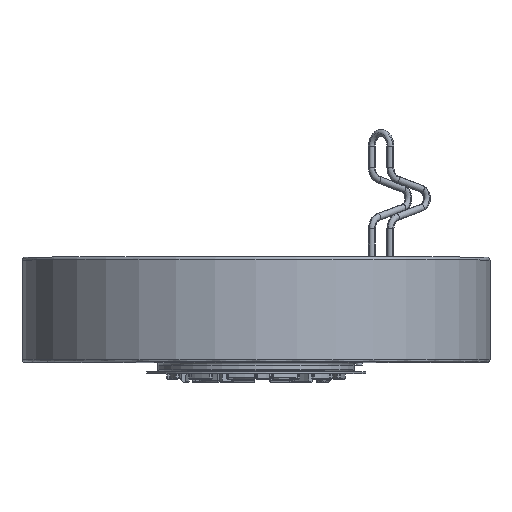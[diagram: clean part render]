
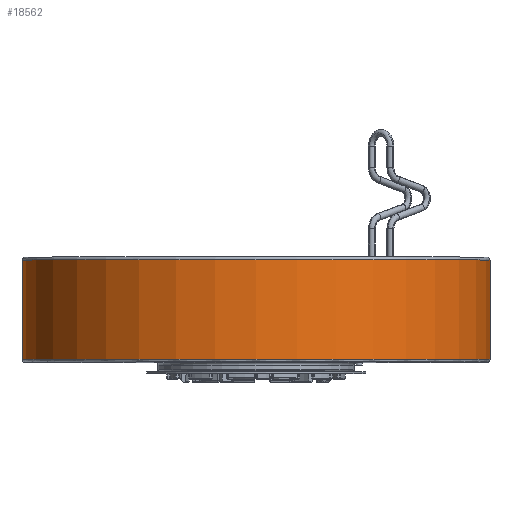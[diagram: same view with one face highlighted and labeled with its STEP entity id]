
A CAD part, top view. The second image highlights one B-rep face of the part: STEP entity #18562.
In plain terms, the highlighted cylindrical face has radius 40.64 mm (diameter 81.28 mm), a partial arc.
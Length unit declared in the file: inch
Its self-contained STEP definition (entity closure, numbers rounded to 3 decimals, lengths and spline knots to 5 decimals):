
#1203=CARTESIAN_POINT('',(0.,0.02,0.));
#1204=DIRECTION('',(0.,1.,0.));
#1205=DIRECTION('',(-1.,0.,0.));
#1206=AXIS2_PLACEMENT_3D('',#1203,#1204,#1205);
#1258=DIRECTION('',(0.,1.,0.));
#1259=VECTOR('',#1258,0.679);
#1260=CARTESIAN_POINT('',(1.6,0.02,0.));
#1261=LINE('',#1260,#1259);
#1262=DIRECTION('',(0.,-1.,0.));
#1263=VECTOR('',#1262,0.679);
#1264=CARTESIAN_POINT('',(-1.6,0.699,0.));
#1265=LINE('',#1264,#1263);
#1266=CARTESIAN_POINT('',(0.,0.699,0.));
#1267=DIRECTION('',(0.,-1.,0.));
#1268=DIRECTION('',(1.,0.,0.));
#1269=AXIS2_PLACEMENT_3D('',#1266,#1267,#1268);
#14198=CARTESIAN_POINT('',(-1.6,0.02,0.));
#14200=VERTEX_POINT('',#14198);
#14201=CARTESIAN_POINT('',(1.6,0.02,0.));
#14202=VERTEX_POINT('',#14201);
#15015=CARTESIAN_POINT('',(1.6,0.699,0.));
#15017=VERTEX_POINT('',#15015);
#15019=CARTESIAN_POINT('',(-1.6,0.699,0.));
#15021=VERTEX_POINT('',#15019);
#18550=CARTESIAN_POINT('',(0.,0.78945,0.));
#18551=DIRECTION('',(0.,-1.,0.));
#18552=DIRECTION('',(-1.,0.,0.));
#18553=AXIS2_PLACEMENT_3D('',#18550,#18551,#18552);
#18554=CYLINDRICAL_SURFACE('',#18553,1.6);
#18555=ORIENTED_EDGE('',*,*,#18539,.F.);
#18557=ORIENTED_EDGE('',*,*,#18556,.F.);
#18558=ORIENTED_EDGE('',*,*,#18535,.F.);
#18559=ORIENTED_EDGE('',*,*,#18469,.F.);
#18560=EDGE_LOOP('',(#18555,#18557,#18558,#18559));
#18561=FACE_OUTER_BOUND('',#18560,.F.);
#18562=ADVANCED_FACE('',(#18561),#18554,.T.);
#1207=CIRCLE('',#1206,1.6);
#1270=CIRCLE('',#1269,1.6);
#18469=EDGE_CURVE('',#14200,#14202,#1207,.T.);
#18535=EDGE_CURVE('',#14202,#15017,#1261,.T.);
#18539=EDGE_CURVE('',#15021,#14200,#1265,.T.);
#18556=EDGE_CURVE('',#15017,#15021,#1270,.T.);
